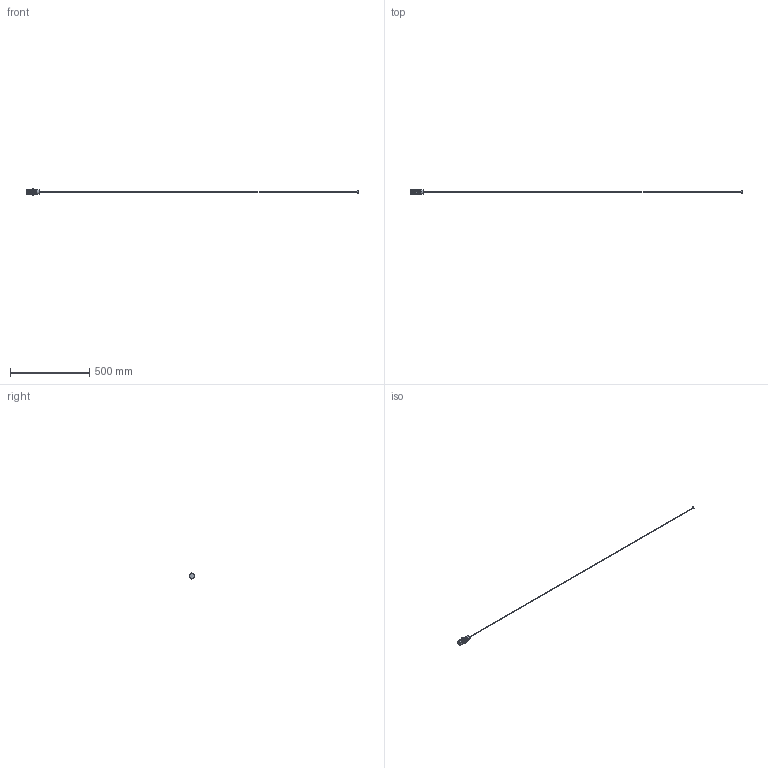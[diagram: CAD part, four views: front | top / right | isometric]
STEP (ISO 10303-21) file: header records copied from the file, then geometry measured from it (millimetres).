
FILE_DESCRIPTION (( 'STEP AP214' ), '1' );
FILE_NAME ('PXCAP30-3015PC_3D.step', '2023-07-14T19:06:54', ( '' ), ( '' ), 'SwSTEP 2.0', 'SolidWorks 2022', '' );
FILE_SCHEMA (( 'AUTOMOTIVE_DESIGN' ));
Length unit declared in the file: inch
Products named in the file (10): ADMI3F0C7E56TXL5_ASM.stp; ADMI3F0C7E56TXL5_5.stp; cm30_non-flush_5-18-21_NEW.stp; Copy of PXCAP30_CABLE^PXCAP30-3015PC; ADMI3F0C7E56TXL5_6.stp; ADMI3F0C7E56TXL5_4.stp; PXCAP30-3015PC_3D; 2.stp; ADMI3F0C7E56TXL5_2.stp; ADMI3F0C7E56TXL5_3.stp
Assembly tree (9 placements, depth 4):
  PXCAP30-3015PC_3D
    cm30_non-flush_5-18-21_NEW.stp
      ADMI3F0C7E56TXL5_ASM.stp
        ADMI3F0C7E56TXL5_2.stp
        ADMI3F0C7E56TXL5_3.stp
        ADMI3F0C7E56TXL5_4.stp
        ADMI3F0C7E56TXL5_5.stp
        ADMI3F0C7E56TXL5_6.stp
      2.stp
    Copy of PXCAP30_CABLE^PXCAP30-3015PC
Bounding box: 2094.68 x 36 x 41.57 mm (x, y, z)
Volume: 97600.9 mm3; surface area: 50660.2 mm2
Topology: 7 solids, 7 shells, 1037 faces, 2692 edges, 1676 vertices
Faces by surface type: plane 514, cylinder 501, cone 10, torus 8, bspline 4
Entity records: 47656 total; most frequent: CARTESIAN_POINT 23387, ORIENTED_EDGE 5384, DIRECTION 4590, EDGE_CURVE 2692, AXIS2_PLACEMENT_3D 1933, VERTEX_POINT 1676, B_SPLINE_CURVE_WITH_KNOTS 1082, EDGE_LOOP 1050
